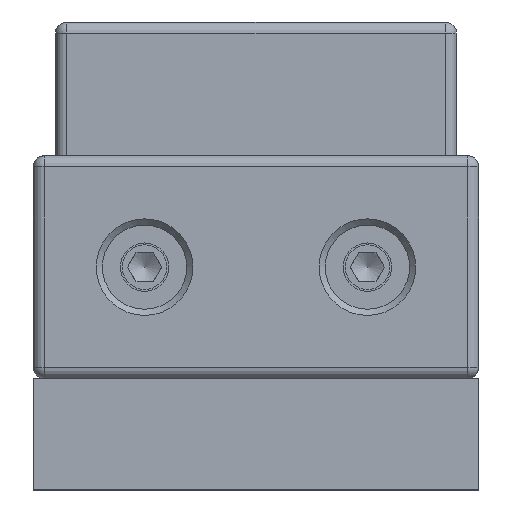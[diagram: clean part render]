
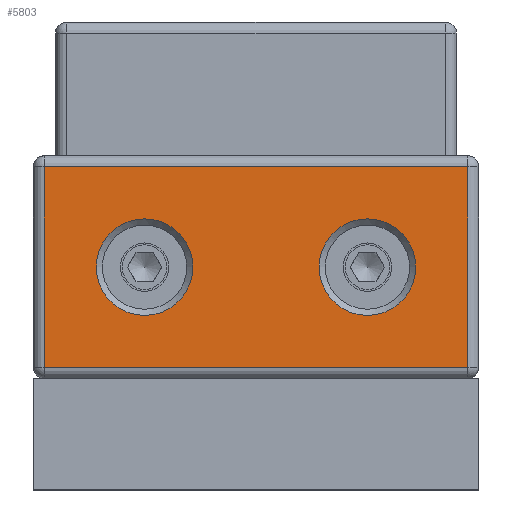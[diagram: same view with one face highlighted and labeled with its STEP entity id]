
A CAD part, front view. The second image highlights one B-rep face of the part: STEP entity #5803.
In plain terms, the highlighted face is planar.
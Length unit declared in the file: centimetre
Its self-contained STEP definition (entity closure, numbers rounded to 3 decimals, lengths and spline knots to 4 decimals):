
#193=FACE_BOUND('',#1950,.T.);
#194=FACE_BOUND('',#1951,.T.);
#665=LINE('',#9803,#1141);
#667=LINE('',#9811,#1143);
#669=LINE('',#9821,#1145);
#671=LINE('',#9830,#1147);
#1141=VECTOR('',#8016,10.);
#1143=VECTOR('',#8024,10.);
#1145=VECTOR('',#8036,10.);
#1147=VECTOR('',#8048,10.);
#1551=FACE_OUTER_BOUND('',#1949,.T.);
#1949=EDGE_LOOP('',(#4830,#4831,#4832,#4833));
#1950=EDGE_LOOP('',(#4834));
#1951=EDGE_LOOP('',(#4835));
#2310=CIRCLE('',#6592,6.5);
#2311=CIRCLE('',#6593,6.5);
#2750=VERTEX_POINT('',#9796);
#2753=VERTEX_POINT('',#9801);
#2756=VERTEX_POINT('',#9809);
#2759=VERTEX_POINT('',#9819);
#2767=VERTEX_POINT('',#9854);
#2768=VERTEX_POINT('',#9856);
#3460=EDGE_CURVE('',#2753,#2750,#665,.T.);
#3464=EDGE_CURVE('',#2756,#2753,#667,.T.);
#3469=EDGE_CURVE('',#2759,#2756,#669,.T.);
#3474=EDGE_CURVE('',#2750,#2759,#671,.T.);
#3486=EDGE_CURVE('',#2767,#2767,#2310,.T.);
#3487=EDGE_CURVE('',#2768,#2768,#2311,.T.);
#4830=ORIENTED_EDGE('',*,*,#3460,.F.);
#4831=ORIENTED_EDGE('',*,*,#3464,.F.);
#4832=ORIENTED_EDGE('',*,*,#3469,.F.);
#4833=ORIENTED_EDGE('',*,*,#3474,.F.);
#4834=ORIENTED_EDGE('',*,*,#3486,.T.);
#4835=ORIENTED_EDGE('',*,*,#3487,.T.);
#5509=PLANE('',#6591);
#5803=ADVANCED_FACE('',(#1551,#193,#194),#5509,.T.);
#6591=AXIS2_PLACEMENT_3D('',#9853,#8076,#8077);
#6592=AXIS2_PLACEMENT_3D('',#9855,#8078,#8079);
#6593=AXIS2_PLACEMENT_3D('',#9857,#8080,#8081);
#8016=DIRECTION('',(0.,-1.,0.));
#8024=DIRECTION('',(1.,0.,0.));
#8036=DIRECTION('',(0.,1.,0.));
#8048=DIRECTION('',(-1.,0.,0.));
#8076=DIRECTION('center_axis',(0.,0.,1.));
#8077=DIRECTION('ref_axis',(1.,0.,0.));
#8078=DIRECTION('center_axis',(0.,0.,-1.));
#8079=DIRECTION('ref_axis',(1.,0.,0.));
#8080=DIRECTION('center_axis',(0.,0.,-1.));
#8081=DIRECTION('ref_axis',(1.,0.,0.));
#9796=CARTESIAN_POINT('',(123.2777,23.1891,10.));
#9801=CARTESIAN_POINT('',(123.2777,50.1891,10.));
#9803=CARTESIAN_POINT('',(123.2777,29.9391,10.));
#9809=CARTESIAN_POINT('',(66.2777,50.1891,10.));
#9811=CARTESIAN_POINT('',(109.0277,50.1891,10.));
#9819=CARTESIAN_POINT('',(66.2777,23.1891,10.));
#9821=CARTESIAN_POINT('',(66.2777,43.4391,10.));
#9830=CARTESIAN_POINT('',(80.5277,23.1891,10.));
#9853=CARTESIAN_POINT('Origin',(94.7777,36.6891,10.));
#9854=CARTESIAN_POINT('',(73.2777,36.6891,10.));
#9855=CARTESIAN_POINT('Origin',(79.7777,36.6891,10.));
#9856=CARTESIAN_POINT('',(103.2777,36.6891,10.));
#9857=CARTESIAN_POINT('Origin',(109.7777,36.6891,10.));
